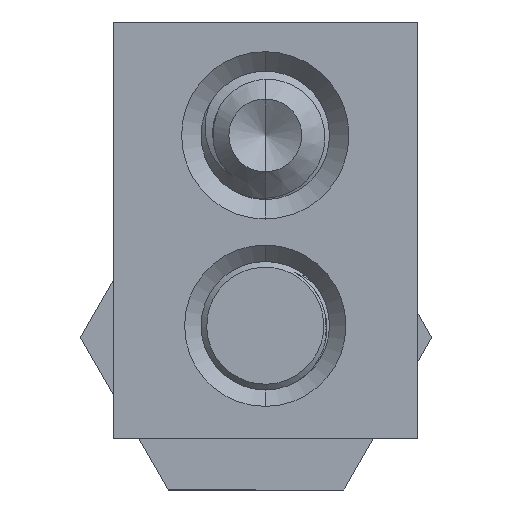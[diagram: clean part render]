
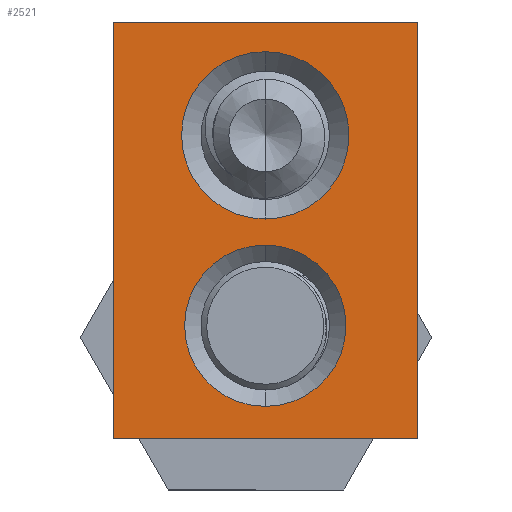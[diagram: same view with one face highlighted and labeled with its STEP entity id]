
A CAD part, front view. The second image highlights one B-rep face of the part: STEP entity #2521.
In plain terms, the highlighted planar face has unit normal (0, -1, 0).
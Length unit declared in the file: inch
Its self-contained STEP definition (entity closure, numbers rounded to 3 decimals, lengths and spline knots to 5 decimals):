
#351 = EDGE_CURVE ( 'NONE', #1475, #1027, #3861, .T. ) ;
#390 = VERTEX_POINT ( 'NONE', #965 ) ;
#890 = CARTESIAN_POINT ( 'NONE',  ( 0., 0., 0.5875 ) ) ;
#965 = CARTESIAN_POINT ( 'NONE',  ( 0., 0., -0.048 ) ) ;
#1027 = VERTEX_POINT ( 'NONE', #2409 ) ;
#1317 = DIRECTION ( 'NONE',  ( 0., 0., 1. ) ) ;
#1367 = VECTOR ( 'NONE', #5958, 39.37008 ) ;
#1475 = VERTEX_POINT ( 'NONE', #9689 ) ;
#1520 = DIRECTION ( 'NONE',  ( 0., 1., 0. ) ) ;
#1691 = CIRCLE ( 'NONE', #8875, 0.275 ) ;
#1850 = DIRECTION ( 'NONE',  ( 0., 1., 0. ) ) ;
#1890 = CARTESIAN_POINT ( 'NONE',  ( 0., 0., -0.578 ) ) ;
#1936 = VERTEX_POINT ( 'NONE', #9272 ) ;
#1961 = CIRCLE ( 'NONE', #6239, 0.265 ) ;
#1970 = EDGE_CURVE ( 'NONE', #9718, #7426, #1691, .T. ) ;
#2094 = CARTESIAN_POINT ( 'NONE',  ( 0., 0., 0.3125 ) ) ;
#2112 = EDGE_CURVE ( 'NONE', #4018, #1475, #6375, .T. ) ;
#2229 = EDGE_LOOP ( 'NONE', ( #5657, #4725 ) ) ;
#2409 = CARTESIAN_POINT ( 'NONE',  ( 0.5, 0., -0.685 ) ) ;
#2442 = EDGE_CURVE ( 'NONE', #7426, #9718, #9318, .T. ) ;
#2521 = ADVANCED_FACE ( 'NONE', ( #7460, #2893, #4933 ), #2842, .F. ) ;
#2769 = DIRECTION ( 'NONE',  ( 0., 1., 0. ) ) ;
#2806 = ORIENTED_EDGE ( 'NONE', *, *, #7442, .F. ) ;
#2842 = PLANE ( 'NONE',  #5850 ) ;
#2893 = FACE_BOUND ( 'NONE', #2229, .T. ) ;
#2936 = AXIS2_PLACEMENT_3D ( 'NONE', #3390, #8825, #4161 ) ;
#3259 = CARTESIAN_POINT ( 'NONE',  ( 0., 0., 0.0375 ) ) ;
#3285 = AXIS2_PLACEMENT_3D ( 'NONE', #2094, #6697, #1317 ) ;
#3390 = CARTESIAN_POINT ( 'NONE',  ( 0., 0., -0.313 ) ) ;
#3412 = LINE ( 'NONE', #7725, #1367 ) ;
#3861 = LINE ( 'NONE', #7916, #7733 ) ;
#3917 = VECTOR ( 'NONE', #9417, 39.37008 ) ;
#3974 = CARTESIAN_POINT ( 'NONE',  ( 0.5, 0., 0.685 ) ) ;
#4018 = VERTEX_POINT ( 'NONE', #9160 ) ;
#4033 = EDGE_CURVE ( 'NONE', #4018, #1936, #3412, .T. ) ;
#4046 = DIRECTION ( 'NONE',  ( 1., 0., 0. ) ) ;
#4161 = DIRECTION ( 'NONE',  ( 0., 0., 1. ) ) ;
#4218 = ORIENTED_EDGE ( 'NONE', *, *, #351, .T. ) ;
#4308 = DIRECTION ( 'NONE',  ( 0., 0., -1. ) ) ;
#4314 = VECTOR ( 'NONE', #4308, 39.37008 ) ;
#4480 = ORIENTED_EDGE ( 'NONE', *, *, #4033, .F. ) ;
#4725 = ORIENTED_EDGE ( 'NONE', *, *, #2442, .T. ) ;
#4933 = FACE_OUTER_BOUND ( 'NONE', #8638, .T. ) ;
#5284 = EDGE_CURVE ( 'NONE', #390, #7649, #8868, .T. ) ;
#5657 = ORIENTED_EDGE ( 'NONE', *, *, #1970, .T. ) ;
#5755 = ORIENTED_EDGE ( 'NONE', *, *, #9903, .T. ) ;
#5850 = AXIS2_PLACEMENT_3D ( 'NONE', #8166, #2769, #7373 ) ;
#5953 = LINE ( 'NONE', #3974, #3917 ) ;
#5958 = DIRECTION ( 'NONE',  ( 1., 0., 0. ) ) ;
#6084 = DIRECTION ( 'NONE',  ( 0., 0., 1. ) ) ;
#6239 = AXIS2_PLACEMENT_3D ( 'NONE', #6451, #1850, #7238 ) ;
#6375 = LINE ( 'NONE', #7422, #4314 ) ;
#6451 = CARTESIAN_POINT ( 'NONE',  ( 0., 0., -0.313 ) ) ;
#6697 = DIRECTION ( 'NONE',  ( 0., 1., 0. ) ) ;
#6901 = CARTESIAN_POINT ( 'NONE',  ( 0., 0., 0.3125 ) ) ;
#7238 = DIRECTION ( 'NONE',  ( 0., 0., 1. ) ) ;
#7373 = DIRECTION ( 'NONE',  ( 0., 0., 1. ) ) ;
#7422 = CARTESIAN_POINT ( 'NONE',  ( -0.5, 0., 0.685 ) ) ;
#7426 = VERTEX_POINT ( 'NONE', #890 ) ;
#7442 = EDGE_CURVE ( 'NONE', #1936, #1027, #5953, .T. ) ;
#7460 = FACE_BOUND ( 'NONE', #9937, .T. ) ;
#7649 = VERTEX_POINT ( 'NONE', #1890 ) ;
#7725 = CARTESIAN_POINT ( 'NONE',  ( -0.5, 0., 0.685 ) ) ;
#7733 = VECTOR ( 'NONE', #4046, 39.37008 ) ;
#7916 = CARTESIAN_POINT ( 'NONE',  ( -0.5, 0., -0.685 ) ) ;
#8092 = ORIENTED_EDGE ( 'NONE', *, *, #2112, .T. ) ;
#8145 = ORIENTED_EDGE ( 'NONE', *, *, #5284, .T. ) ;
#8166 = CARTESIAN_POINT ( 'NONE',  ( -0.5, 0., 0.685 ) ) ;
#8638 = EDGE_LOOP ( 'NONE', ( #4218, #2806, #4480, #8092 ) ) ;
#8825 = DIRECTION ( 'NONE',  ( 0., 1., 0. ) ) ;
#8868 = CIRCLE ( 'NONE', #2936, 0.265 ) ;
#8875 = AXIS2_PLACEMENT_3D ( 'NONE', #6901, #1520, #6084 ) ;
#9160 = CARTESIAN_POINT ( 'NONE',  ( -0.5, 0., 0.685 ) ) ;
#9272 = CARTESIAN_POINT ( 'NONE',  ( 0.5, 0., 0.685 ) ) ;
#9318 = CIRCLE ( 'NONE', #3285, 0.275 ) ;
#9417 = DIRECTION ( 'NONE',  ( 0., 0., -1. ) ) ;
#9689 = CARTESIAN_POINT ( 'NONE',  ( -0.5, 0., -0.685 ) ) ;
#9718 = VERTEX_POINT ( 'NONE', #3259 ) ;
#9903 = EDGE_CURVE ( 'NONE', #7649, #390, #1961, .T. ) ;
#9937 = EDGE_LOOP ( 'NONE', ( #5755, #8145 ) ) ;
